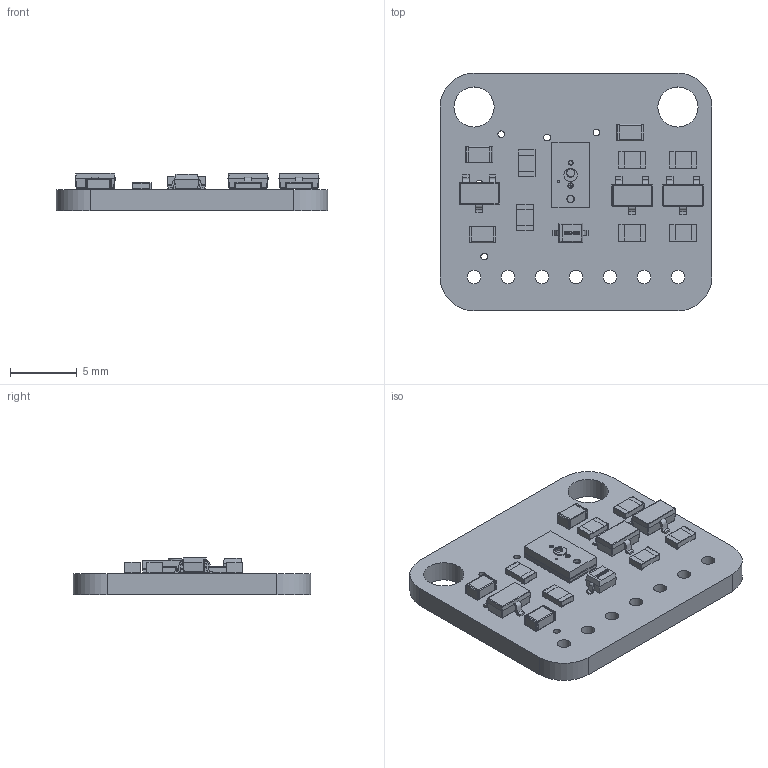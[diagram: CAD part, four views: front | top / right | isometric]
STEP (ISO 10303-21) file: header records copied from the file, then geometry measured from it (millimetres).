
FILE_DESCRIPTION(/* description */ (''),/* implementation_level */ '2;1');
FILE_NAME(/* name */ 'VL6180X_Vision_Sensor.step',/* time_stamp */ '2024-05-19T20:29:13+02:00',/* author */ (''),/* organization */ (''),/* preprocessor_version */ 'ST-DEVELOPER v20',/* originating_system */ 'Autodesk Translation Framework v13.14.0.145',/* authorisation */ '');
FILE_SCHEMA (('AUTOMOTIVE_DESIGN { 1 0 10303 214 3 1 1 }'));
Length unit declared in the file: millimetre
Products named in the file (37): VL6180X - HiLetgo; Board; RES0805; RES0805 (1); RES0805 (2); RES0805 (3); C0805_085; C0805_085 (1); RES0805 (4); RES0805 (5); Component1; Component2; Component3; Component4; C0805_085 (2); Component12; Component22; Component32; SOT23-3; SOT23-3 (1); SOT23-3 (2); Component13; Component23; Component33; Component42; SOD-323; Component14; Component24; Component34; VL6180X v5; Component15; Component25; Component1-0; Component1-1; Component1-2; Component1-3; VL6180X
Assembly tree (70 placements, depth 4):
  VL6180X - HiLetgo
    Board
    RES0805
      Component1
      Component2
      Component3
      Component4
    RES0805 (1)
      Component1
      Component2
      Component3
      Component4
    RES0805 (2)
      Component1
      Component2
      Component3
      Component4
    RES0805 (3)
      Component1
      Component2
      Component3
      Component4
    C0805_085
      Component12
      Component22
      Component32
    C0805_085 (1)
      Component12
      Component22
      Component32
    RES0805 (4)
      Component1
      Component2
      Component3
      Component4
    RES0805 (5)
      Component1
      Component2
      Component3
      Component4
    C0805_085 (2)
      Component12
      Component22
      Component32
    SOT23-3
      Component13
      Component23
      Component33
      Component42
    SOT23-3 (1)
      Component13
      Component23
      Component33
      Component42
    SOT23-3 (2)
      Component13
      Component23
      Component33
      Component42
    SOD-323
Bounding box: 20.32 x 17.78 x 2.77 mm (x, y, z)
Volume: 572 mm3; surface area: 1219.6 mm2
Topology: 66 solids, 66 shells, 868 faces, 2032 edges, 1288 vertices
Faces by surface type: plane 488, cylinder 235, bspline 116, sphere 25, cone 4
Full cylindrical faces by diameter (mm): 0.1 x1, 0.149 x2, 0.3 x1, 0.35 x1, 0.5 x6, 0.58 x1, 0.638 x1, 1 x8, 3 x2
Entity records: 17846 total; most frequent: CARTESIAN_POINT 6765, DIRECTION 2028, ORIENTED_EDGE 2024, EDGE_CURVE 1012, AXIS2_PLACEMENT_3D 680, LINE 668, VECTOR 668, VERTEX_POINT 656
